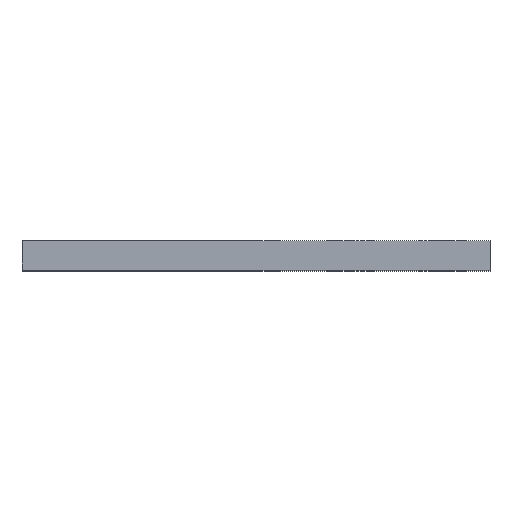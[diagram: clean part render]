
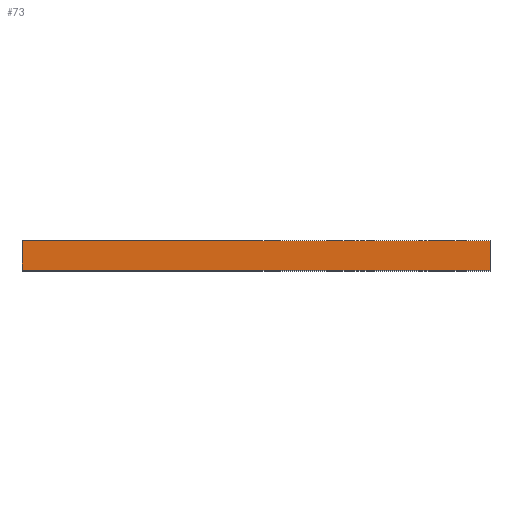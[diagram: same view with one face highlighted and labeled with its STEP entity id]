
A CAD part, top view. The second image highlights one B-rep face of the part: STEP entity #73.
In plain terms, the highlighted planar face has unit normal (0, 0, 1).
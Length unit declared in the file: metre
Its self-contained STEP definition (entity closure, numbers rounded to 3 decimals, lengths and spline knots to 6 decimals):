
#73 = ADVANCED_FACE( 'NONE', ( #248 ), #249, .F. );
#248 = FACE_OUTER_BOUND( '', #483, .T. );
#249 = PLANE( '', #484 );
#483 = EDGE_LOOP( '', ( #726, #727, #728, #729 ) );
#484 = AXIS2_PLACEMENT_3D( '', #730, #731, #732 );
#726 = ORIENTED_EDGE( '', *, *, #958, .T. );
#727 = ORIENTED_EDGE( '', *, *, #1038, .F. );
#728 = ORIENTED_EDGE( '', *, *, #999, .F. );
#729 = ORIENTED_EDGE( '', *, *, #1039, .T. );
#730 = CARTESIAN_POINT( '', ( -0.004, 0.0025, 0.052 ) );
#731 = DIRECTION( '', ( 0., 0., -1. ) );
#732 = DIRECTION( '', ( 0., -1., 0. ) );
#958 = EDGE_CURVE( 'NONE', #1084, #1082, #1085, .T. );
#999 = EDGE_CURVE( 'NONE', #1163, #1158, #1165, .T. );
#1038 = EDGE_CURVE( 'NONE', #1158, #1082, #1239, .T. );
#1039 = EDGE_CURVE( 'NONE', #1163, #1084, #1240, .T. );
#1082 = VERTEX_POINT( 'NONE', #1284 );
#1084 = VERTEX_POINT( 'NONE', #1287 );
#1085 = LINE( '', #1288, #1289 );
#1158 = VERTEX_POINT( 'NONE', #1363 );
#1163 = VERTEX_POINT( 'NONE', #1370 );
#1165 = LINE( '', #1373, #1374 );
#1239 = LINE( '', #1448, #1449 );
#1240 = LINE( '', #1450, #1451 );
#1284 = CARTESIAN_POINT( '', ( 0.036, 0., 0.052 ) );
#1287 = CARTESIAN_POINT( '', ( -0.004, 0., 0.052 ) );
#1288 = CARTESIAN_POINT( '', ( -0.004, 0., 0.052 ) );
#1289 = VECTOR( '', #1494, 1. );
#1363 = CARTESIAN_POINT( '', ( 0.036, 0.0025, 0.052 ) );
#1370 = CARTESIAN_POINT( '', ( -0.004, 0.0025, 0.052 ) );
#1373 = CARTESIAN_POINT( '', ( -0.004, 0.0025, 0.052 ) );
#1374 = VECTOR( '', #1604, 1. );
#1448 = CARTESIAN_POINT( '', ( 0.036, 0.0025, 0.052 ) );
#1449 = VECTOR( '', #1710, 1. );
#1450 = CARTESIAN_POINT( '', ( -0.004, 0.0025, 0.052 ) );
#1451 = VECTOR( '', #1711, 1. );
#1494 = DIRECTION( '', ( 1., 0., 0. ) );
#1604 = DIRECTION( '', ( 1., 0., 0. ) );
#1710 = DIRECTION( '', ( 0., -1., 0. ) );
#1711 = DIRECTION( '', ( 0., -1., 0. ) );
